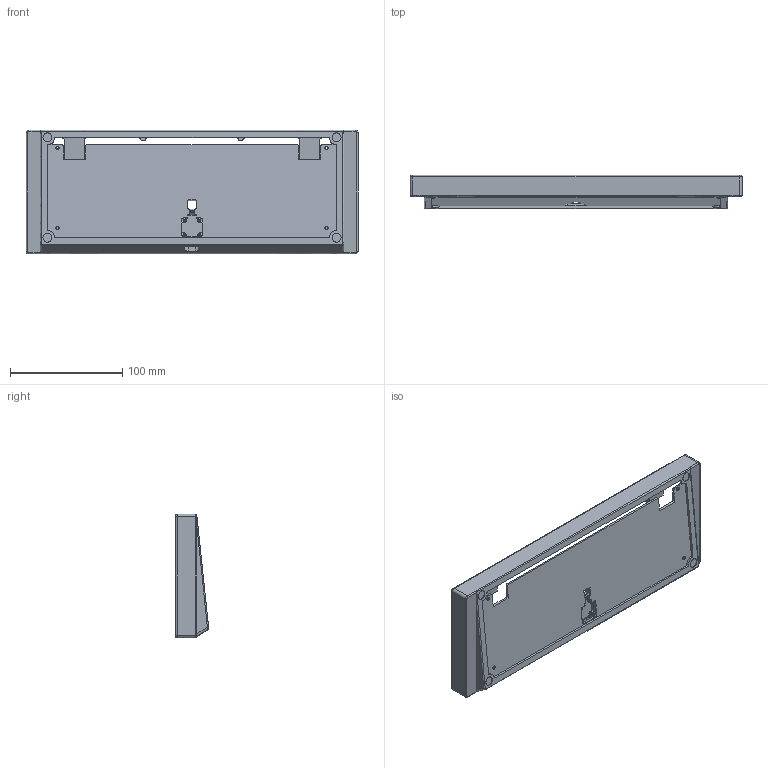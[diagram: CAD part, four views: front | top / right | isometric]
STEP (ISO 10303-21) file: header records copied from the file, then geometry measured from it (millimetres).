
FILE_DESCRIPTION(/* description */ (''),/* implementation_level */ '2;1');
FILE_NAME(/* name */ 'BlankCase-WKL.step',/* time_stamp */ '2023-04-06T14:53:31-04:00',/* author */ (''),/* organization */ (''),/* preprocessor_version */ 'ST-DEVELOPER v19.2',/* originating_system */ 'Autodesk Translation Framework v12.4.0.73',/* authorisation */ '');
FILE_SCHEMA (('AUTOMOTIVE_DESIGN { 1 0 10303 214 3 1 1 }'));
Length unit declared in the file: millimetre
Products named in the file (1): (Unsaved)
Bounding box: 295.7 x 29.68 x 110.2 mm (x, y, z)
Volume: 246191.3 mm3; surface area: 97206.6 mm2
Topology: 1 solids, 1 shells, 446 faces, 1218 edges, 781 vertices
Faces by surface type: cylinder 255, plane 134, bspline 43, cone 12, torus 2
Full cylindrical faces by diameter (mm): 1.567 x36, 2 x36, 2.459 x14, 3 x14, 8 x4
Entity records: 26106 total; most frequent: CARTESIAN_POINT 15310, ORIENTED_EDGE 2428, DIRECTION 2009, EDGE_CURVE 1214, VERTEX_POINT 781, AXIS2_PLACEMENT_3D 705, LINE 599, VECTOR 599
